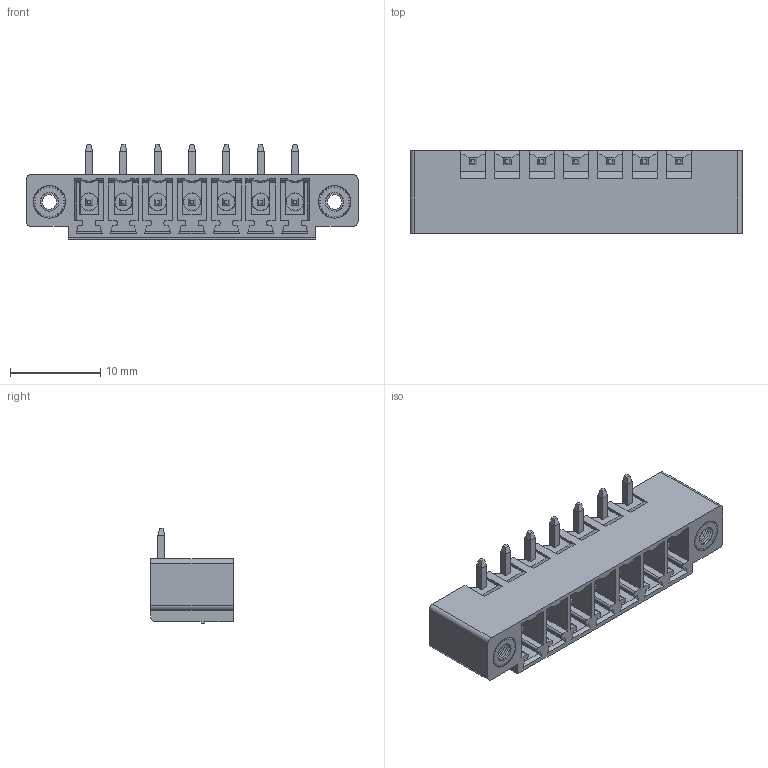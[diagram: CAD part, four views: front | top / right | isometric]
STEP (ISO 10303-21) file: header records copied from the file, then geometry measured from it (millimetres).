
FILE_DESCRIPTION((''),'2;1');
FILE_NAME('WJ15EDGRM-381-07P','2017-03-15T',('QZY'),(''),'CREO PARAMETRIC BY PTC INC, 2014440','CREO PARAMETRIC BY PTC INC, 2014440','');
FILE_SCHEMA(('CONFIG_CONTROL_DESIGN'));
Length unit declared in the file: millimetre
Products named in the file (1): WJ15EDGRM-381-07P
Bounding box: 36.86 x 9.2 x 10.6 mm (x, y, z)
Volume: 1282.1 mm3; surface area: 3145.6 mm2
Topology: 1 solids, 8 shells, 831 faces, 2450 edges, 1595 vertices
Faces by surface type: plane 653, cone 85, cylinder 55, bspline 24, sphere 14
Entity records: 33817 total; most frequent: CARTESIAN_POINT 11973, ORIENTED_EDGE 4872, DIRECTION 4037, EDGE_CURVE 2436, VECTOR 1709, LINE 1709, VERTEX_POINT 1595, AXIS2_PLACEMENT_3D 1164
